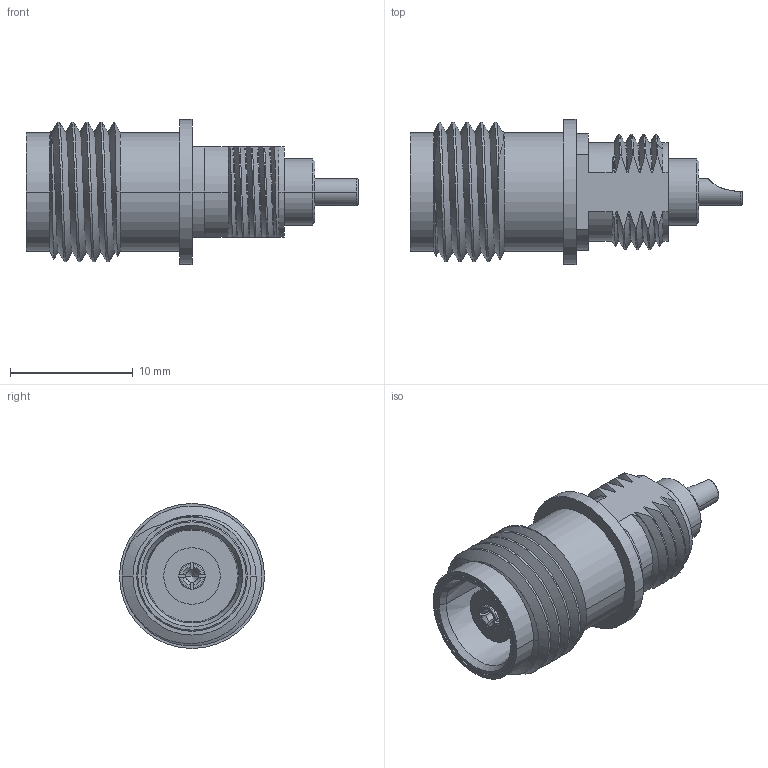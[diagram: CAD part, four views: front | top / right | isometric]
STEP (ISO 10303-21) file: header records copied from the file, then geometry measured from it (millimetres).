
FILE_DESCRIPTION (( 'STEP AP214' ), '1' );
FILE_NAME ('56K504-200N5 rev 2.STEP', '2021-03-31T16:24:14', ( '' ), ( '' ), 'SwSTEP 2.0', 'SolidWorks 2018', '' );
FILE_SCHEMA (( 'AUTOMOTIVE_DESIGN' ));
Length unit declared in the file: millimetre
Products named in the file (1): 56K504-200N5 rev 2
Bounding box: 27 x 11.8 x 11.8 mm (x, y, z)
Volume: 1496.3 mm3; surface area: 3927.6 mm2
Topology: 5 solids, 6 shells, 202 faces, 506 edges, 319 vertices
Faces by surface type: cylinder 92, plane 39, cone 38, bspline 28, torus 5
Entity records: 14249 total; most frequent: CARTESIAN_POINT 7556, ORIENTED_EDGE 1004, DIRECTION 831, EDGE_CURVE 502, AXIS2_PLACEMENT_3D 327, VERTEX_POINT 319, EDGE_LOOP 219, UNCERTAINTY_MEASURE_WITH_UNIT 209
